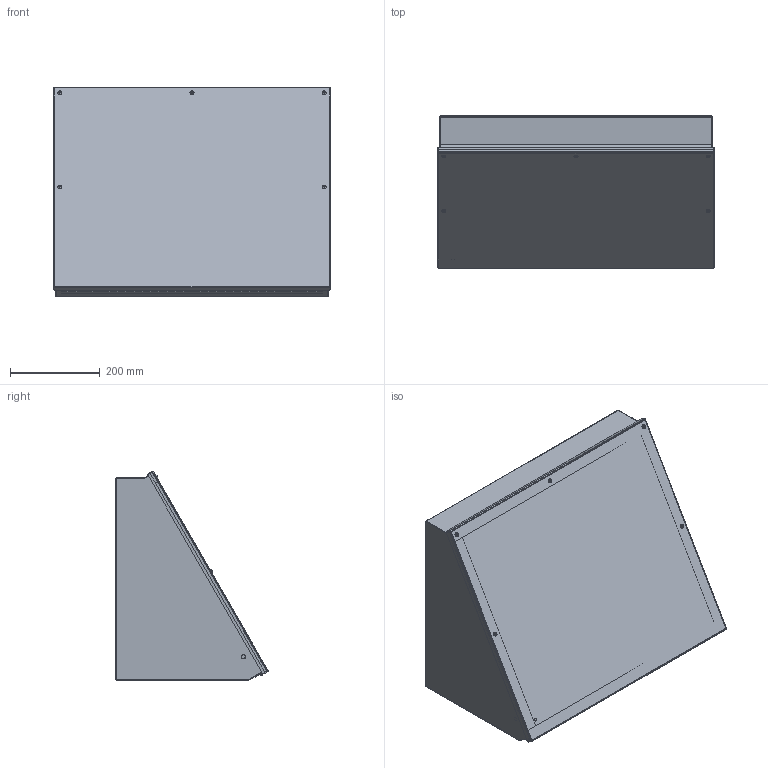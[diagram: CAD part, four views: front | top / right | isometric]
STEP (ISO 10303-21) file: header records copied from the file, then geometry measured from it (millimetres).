
FILE_DESCRIPTION (( 'STEP AP203' ), '1' );
FILE_NAME ('1488LN13_Default.step', '2019-11-12T18:47:01', ( '' ), ( '' ), 'SwSTEP 2.0', 'SolidWorks 2019', '' );
FILE_SCHEMA (( 'CONFIG_CONTROL_DESIGN' ));
Length unit declared in the file: inch
Products named in the file (1): 1488LN13_Default
Bounding box: 618.31 x 339.72 x 467.29 mm (x, y, z)
Volume: 2386370 mm3; surface area: 2402233.8 mm2
Topology: 26 solids, 26 shells, 889 faces, 2637 edges, 1737 vertices
Faces by surface type: plane 582, cylinder 259, cone 28, bspline 10, torus 10
Entity records: 30654 total; most frequent: CARTESIAN_POINT 6166, ORIENTED_EDGE 5270, DIRECTION 5067, EDGE_CURVE 2635, VERTEX_POINT 1737, VECTOR 1727, LINE 1727, AXIS2_PLACEMENT_3D 1670
